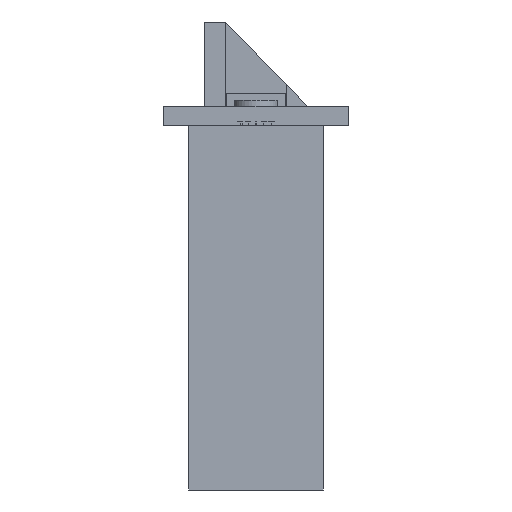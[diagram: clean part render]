
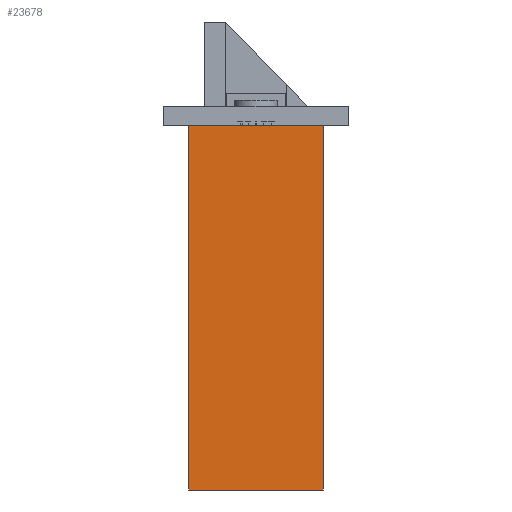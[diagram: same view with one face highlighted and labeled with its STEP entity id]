
A CAD part, front view. The second image highlights one B-rep face of the part: STEP entity #23678.
In plain terms, the highlighted planar face has unit normal (0, -1, 0).
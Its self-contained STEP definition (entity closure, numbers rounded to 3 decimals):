
#197 = AXIS2_PLACEMENT_3D ( 'NONE', #8641, #15799, #8554 ) ;
#255 = ORIENTED_EDGE ( 'NONE', *, *, #18659, .F. ) ;
#499 = VERTEX_POINT ( 'NONE', #2833 ) ;
#1722 = VECTOR ( 'NONE', #21625, 1000. ) ;
#2833 = CARTESIAN_POINT ( 'NONE',  ( 8.75, 27.9, -47.5 ) ) ;
#2847 = LINE ( 'NONE', #7159, #1722 ) ;
#3111 = PLANE ( 'NONE',  #197 ) ;
#4162 = EDGE_CURVE ( 'NONE', #499, #16035, #9802, .T. ) ;
#4341 = CARTESIAN_POINT ( 'NONE',  ( -8.75, 27.9, -47.5 ) ) ;
#4908 = VECTOR ( 'NONE', #21441, 1000. ) ;
#5050 = DIRECTION ( 'NONE',  ( 0., 0., 1. ) ) ;
#7159 = CARTESIAN_POINT ( 'NONE',  ( -8.75, 27.9, -47.5 ) ) ;
#7295 = ORIENTED_EDGE ( 'NONE', *, *, #4162, .T. ) ;
#8104 = CARTESIAN_POINT ( 'NONE',  ( -8.75, 27.9, 0. ) ) ;
#8554 = DIRECTION ( 'NONE',  ( -1., 0., 0. ) ) ;
#8641 = CARTESIAN_POINT ( 'NONE',  ( -8.75, 27.9, -47.5 ) ) ;
#9802 = LINE ( 'NONE', #13982, #4908 ) ;
#9931 = FACE_OUTER_BOUND ( 'NONE', #22060, .T. ) ;
#10669 = CARTESIAN_POINT ( 'NONE',  ( -8.75, 27.9, -47.5 ) ) ;
#11111 = VECTOR ( 'NONE', #5050, 1000. ) ;
#12393 = DIRECTION ( 'NONE',  ( -1., 0., 0. ) ) ;
#13034 = VERTEX_POINT ( 'NONE', #8104 ) ;
#13933 = ORIENTED_EDGE ( 'NONE', *, *, #15038, .T. ) ;
#13982 = CARTESIAN_POINT ( 'NONE',  ( 8.75, 27.9, -47.5 ) ) ;
#14007 = VERTEX_POINT ( 'NONE', #4341 ) ;
#14153 = CARTESIAN_POINT ( 'NONE',  ( -8.75, 27.9, 0. ) ) ;
#14622 = CARTESIAN_POINT ( 'NONE',  ( 8.75, 27.9, 0. ) ) ;
#15038 = EDGE_CURVE ( 'NONE', #16035, #13034, #23543, .T. ) ;
#15799 = DIRECTION ( 'NONE',  ( 0., 1., 0. ) ) ;
#15971 = LINE ( 'NONE', #10669, #11111 ) ;
#16035 = VERTEX_POINT ( 'NONE', #14622 ) ;
#16071 = VECTOR ( 'NONE', #12393, 1000. ) ;
#16680 = ORIENTED_EDGE ( 'NONE', *, *, #19693, .F. ) ;
#18659 = EDGE_CURVE ( 'NONE', #14007, #13034, #15971, .T. ) ;
#19693 = EDGE_CURVE ( 'NONE', #499, #14007, #2847, .T. ) ;
#21441 = DIRECTION ( 'NONE',  ( 0., 0., 1. ) ) ;
#21625 = DIRECTION ( 'NONE',  ( -1., 0., 0. ) ) ;
#22060 = EDGE_LOOP ( 'NONE', ( #13933, #255, #16680, #7295 ) ) ;
#23543 = LINE ( 'NONE', #14153, #16071 ) ;
#23678 = ADVANCED_FACE ( 'NONE', ( #9931 ), #3111, .F. ) ;
